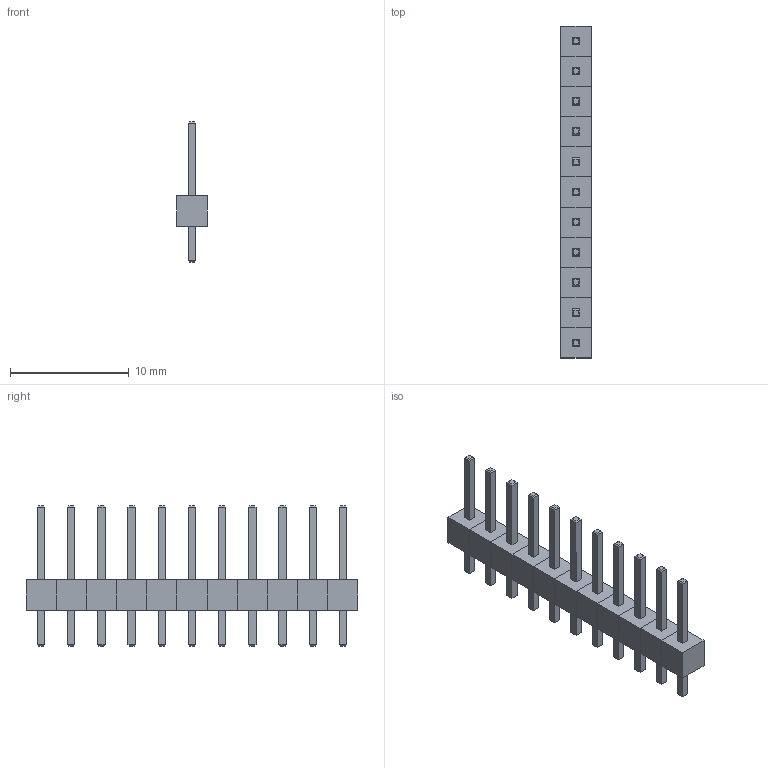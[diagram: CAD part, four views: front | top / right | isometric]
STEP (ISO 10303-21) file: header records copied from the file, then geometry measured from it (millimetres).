
FILE_DESCRIPTION(('STEP AP214'), '1');
FILE_NAME('ﾑﾍﾏ346-11ﾂﾏ21', '2019-09-13T12:22:11', ('UNSPECIFIED'), ('UNSPECIFIED'), 'ASCON STEP Converter 1.3', 'ASCON Math Kernel', '');
FILE_SCHEMA(('AUTOMOTIVE_DESIGN { 1 0 10303 214 3 1 1}'));
Length unit declared in the file: millimetre
Assembly tree (11 placements, depth 2):
  (unnamed)
    (unnamed)  x11
Bounding box: 2.54 x 27.94 x 11.8 mm (x, y, z)
Volume: 223.2 mm3; surface area: 679.9 mm2
Topology: 11 solids, 11 shells, 264 faces, 573 edges, 354 vertices
Faces by surface type: plane 264
Entity records: 1182 total; most frequent: DIRECTION 125, CARTESIAN_POINT 121, ORIENTED_EDGE 104, LINE 53, VECTOR 53, EDGE_CURVE 52, AXIS2_PLACEMENT_3D 36, VERTEX_POINT 32
